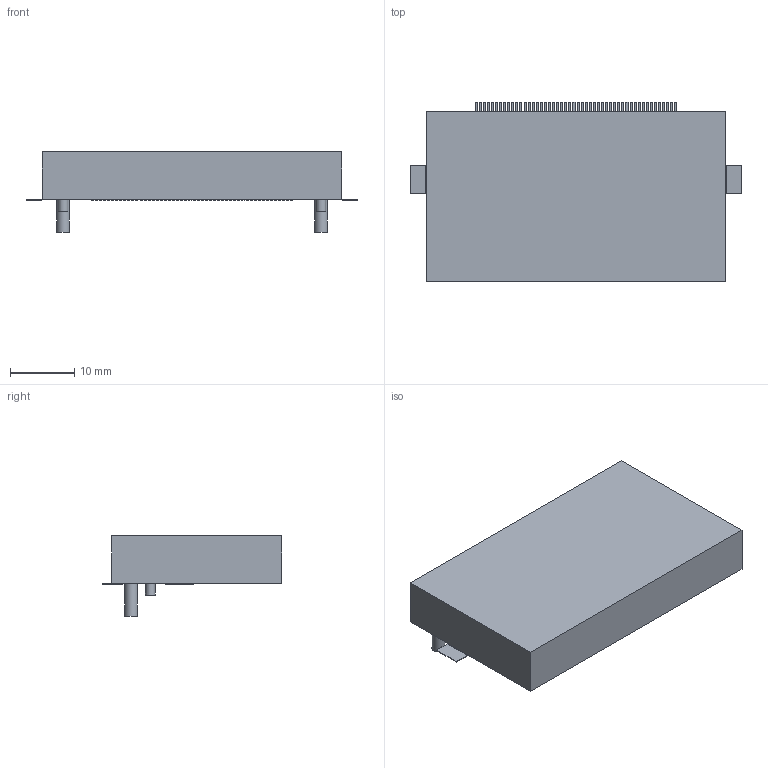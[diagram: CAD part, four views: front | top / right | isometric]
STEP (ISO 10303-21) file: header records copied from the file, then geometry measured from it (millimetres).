
FILE_DESCRIPTION(('FreeCAD Model'),'2;1');
FILE_NAME('257660.1.7.stp','2020-10-29T10:18:49',( 'Author'),(''),'Open CASCADE STEP processor 6.9','FreeCAD','Unknown' );
FILE_SCHEMA(('AUTOMOTIVE_DESIGN { 1 0 10303 214 1 1 1 1 }'));
Length unit declared in the file: millimetre
Products named in the file (5): ASSEMBLY; Body; Pins; Lugs; Leads
Assembly tree (10 placements, depth 2):
  ASSEMBLY
    Body
    Pins
    Lugs  x4
    Leads  x4
Bounding box: 51.53 x 28.01 x 12.54 mm (x, y, z)
Volume: 9348.9 mm3; surface area: 4152.1 mm2
Topology: 69 solids, 69 shells, 366 faces, 684 edges, 456 vertices
Faces by surface type: plane 350, cylinder 16
Full cylindrical faces by diameter (mm): 1.5 x8, 2 x8
Entity records: 17241 total; most frequent: CARTESIAN_POINT 2717, DIRECTION 2634, LINE 1928, VECTOR 1928, ORIENTED_EDGE 1296, PCURVE 1296, DEFINITIONAL_REPRESENTATION 1296, EDGE_CURVE 648
